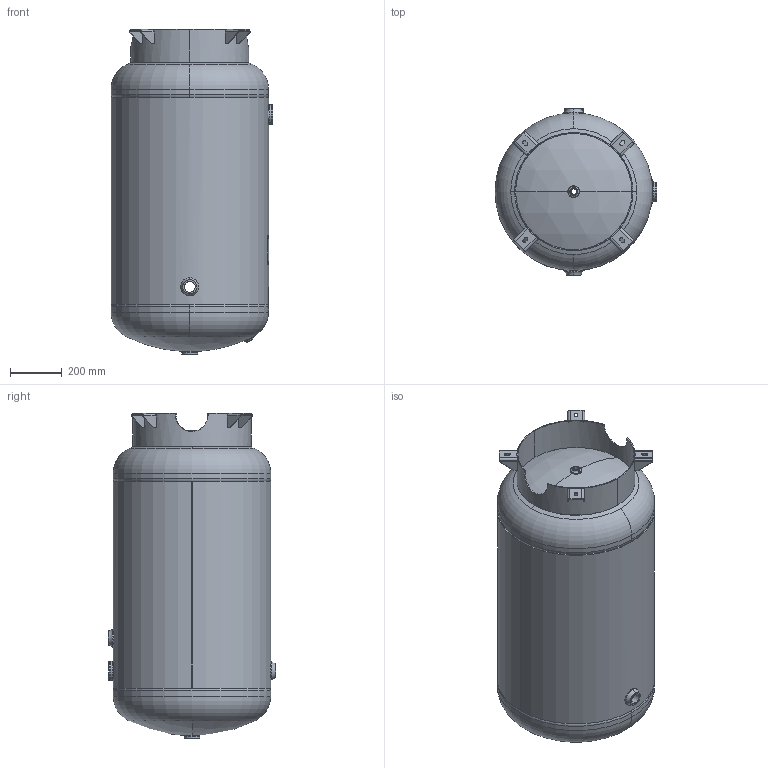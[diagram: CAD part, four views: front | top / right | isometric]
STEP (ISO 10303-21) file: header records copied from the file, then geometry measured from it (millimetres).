
FILE_DESCRIPTION (( 'STEP AP203' ), '1' );
FILE_NAME ('302418.STEP', '2012-02-03T23:36:45', ( '' ), ( '' ), 'SwSTEP 2.0', 'SolidWorks 2011', '' );
FILE_SCHEMA (( 'CONFIG_CONTROL_DESIGN' ));
Length unit declared in the file: inch
Products named in the file (1): 302418
Bounding box: 626.77 x 648.21 x 1258.18 mm (x, y, z)
Surface area: 5256636.3 mm2 (no closed solid volume)
Topology: 0 solids, 25 shells, 240 faces, 634 edges, 400 vertices
Faces by surface type: plane 89, cylinder 73, torus 54, bspline 16, sphere 8
Full cylindrical faces by diameter (mm): 595.782 x1, 609.6 x1
Entity records: 11890 total; most frequent: CARTESIAN_POINT 5940, DIRECTION 1294, ORIENTED_EDGE 1086, EDGE_CURVE 634, AXIS2_PLACEMENT_3D 515, VERTEX_POINT 400, CIRCLE 290, EDGE_LOOP 268
